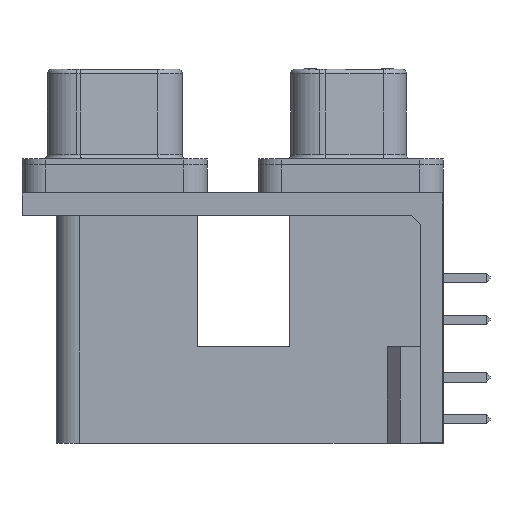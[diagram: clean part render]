
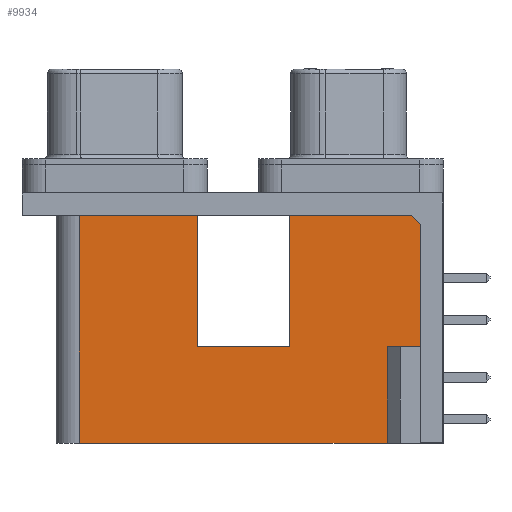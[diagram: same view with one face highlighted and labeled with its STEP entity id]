
A CAD part, left-side view. The second image highlights one B-rep face of the part: STEP entity #9934.
In plain terms, the highlighted planar face has unit normal (-1, 0, 0).
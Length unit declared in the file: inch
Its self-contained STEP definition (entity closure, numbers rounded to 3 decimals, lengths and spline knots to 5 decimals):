
#35=VECTOR ( 'NONE', #62, 39.37008 ) ;
#39=DIRECTION ( 'NONE',  ( 0., 0., -1. ) ) ;
#62=DIRECTION ( 'NONE',  ( 0., 0., -1. ) ) ;
#106=DIRECTION ( 'NONE',  ( 0., -1., 0. ) ) ;
#166=ORIENTED_EDGE ( 'NONE', *, *, #5174, .T. ) ;
#297=DIRECTION ( 'NONE',  ( 0., -1., 0. ) ) ;
#469=VECTOR ( 'NONE', #39, 39.37008 ) ;
#562=DIRECTION ( 'NONE',  ( 0., 0., -1. ) ) ;
#637=CARTESIAN_POINT ( 'NONE',  ( 0.2595, -0.221, -0.09 ) ) ;
#654=DIRECTION ( 'NONE',  ( 1., 0., 0. ) ) ;
#902=VERTEX_POINT ( 'NONE', #1681 ) ;
#905=ORIENTED_EDGE ( 'NONE', *, *, #9642, .T. ) ;
#1118=ORIENTED_EDGE ( 'NONE', *, *, #11586, .T. ) ;
#1133=CARTESIAN_POINT ( 'NONE',  ( 0.2595, 0.404, 0.39016 ) ) ;
#1247=ORIENTED_EDGE ( 'NONE', *, *, #7741, .T. ) ;
#1520=VERTEX_POINT ( 'NONE', #6984 ) ;
#1681=CARTESIAN_POINT ( 'NONE',  ( 0.2595, -0.481, -0.76 ) ) ;
#2740=VECTOR ( 'NONE', #106, 39.37008 ) ;
#2902=LINE ( 'NONE', #8254, #469 ) ;
#3121=LINE ( 'NONE', #3472, #35 ) ;
#3155=EDGE_CURVE ( 'NONE', #11208, #902, #11897, .T. ) ;
#3240=CARTESIAN_POINT ( 'NONE',  ( 0.2595, -0.481, -0.34701 ) ) ;
#3464=PLANE ( 'NONE',  #7354 ) ;
#3472=CARTESIAN_POINT ( 'NONE',  ( 0.2595, -0.221, 0.70833 ) ) ;
#3777=CARTESIAN_POINT ( 'NONE',  ( 0.2595, -0.221, -0.502 ) ) ;
#3807=ORIENTED_EDGE ( 'NONE', *, *, #9833, .F. ) ;
#4216=VERTEX_POINT ( 'NONE', #8510 ) ;
#4357=LINE ( 'NONE', #4824, #9505 ) ;
#4824=CARTESIAN_POINT ( 'NONE',  ( 0.2595, -0.631, -0.502 ) ) ;
#4849=LINE ( 'NONE', #7887, #7292 ) ;
#5174=EDGE_CURVE ( 'NONE', #6922, #902, #11566, .T. ) ;
#5191=ORIENTED_EDGE ( 'NONE', *, *, #3155, .F. ) ;
#5270=VECTOR ( 'NONE', #297, 39.37008 ) ;
#5435=FACE_OUTER_BOUND ( 'NONE', #7349, .T. ) ;
#5596=VERTEX_POINT ( 'NONE', #3777 ) ;
#5631=LINE ( 'NONE', #6984, #5270 ) ;
#5696=EDGE_CURVE ( 'NONE', #4216, #9560, #2902, .T. ) ;
#5928=VERTEX_POINT ( 'NONE', #6488 ) ;
#6248=ORIENTED_EDGE ( 'NONE', *, *, #5696, .F. ) ;
#6387=VERTEX_POINT ( 'NONE', #7887 ) ;
#6488=CARTESIAN_POINT ( 'NONE',  ( 0.2595, 0.3415, -0.09 ) ) ;
#6922=VERTEX_POINT ( 'NONE', #12582 ) ;
#6984=CARTESIAN_POINT ( 'NONE',  ( 0.2595, -0.631, -0.502 ) ) ;
#7115=EDGE_CURVE ( 'NONE', #5928, #6922, #11658, .T. ) ;
#7292=VECTOR ( 'NONE', #8910, 39.37008 ) ;
#7349=EDGE_LOOP ( 'NONE', ( #13155, #7863, #166, #5191, #905, #3807, #8594, #1247, #1118, #6248 ) ) ;
#7354=AXIS2_PLACEMENT_3D ( 'NONE', #1133, #654, #562 ) ;
#7382=CARTESIAN_POINT ( 'NONE',  ( 0.2595, -0.631, 0.70833 ) ) ;
#7561=CARTESIAN_POINT ( 'NONE',  ( 0.2595, 0.025, -0.502 ) ) ;
#7567=DIRECTION ( 'NONE',  ( 0., 1., 0. ) ) ;
#7741=EDGE_CURVE ( 'NONE', #13298, #5596, #3121, .T. ) ;
#7831=EDGE_CURVE ( 'NONE', #5928, #4216, #11906, .T. ) ;
#7863=ORIENTED_EDGE ( 'NONE', *, *, #7115, .T. ) ;
#7887=CARTESIAN_POINT ( 'NONE',  ( 0.2595, -0.631, -0.09 ) ) ;
#8254=CARTESIAN_POINT ( 'NONE',  ( 0.2595, 0.025, -0.76 ) ) ;
#8510=CARTESIAN_POINT ( 'NONE',  ( 0.2595, 0.025, -0.09 ) ) ;
#8594=ORIENTED_EDGE ( 'NONE', *, *, #11829, .F. ) ;
#8910=DIRECTION ( 'NONE',  ( 0., -1., 0. ) ) ;
#9416=LINE ( 'NONE', #7382, #35 ) ;
#9505=VECTOR ( 'NONE', #7567, 39.37008 ) ;
#9560=VERTEX_POINT ( 'NONE', #7561 ) ;
#9569=CARTESIAN_POINT ( 'NONE',  ( 0.2595, 0.404, -0.76 ) ) ;
#9642=EDGE_CURVE ( 'NONE', #11208, #1520, #5631, .T. ) ;
#9833=EDGE_CURVE ( 'NONE', #6387, #1520, #9416, .T. ) ;
#9934=ADVANCED_FACE ( 'NONE', ( #5435 ), #3464, .F. ) ;
#10889=CARTESIAN_POINT ( 'NONE',  ( 0.2595, 0.404, -0.09 ) ) ;
#11208=VERTEX_POINT ( 'NONE', #13247 ) ;
#11566=LINE ( 'NONE', #9569, #2740 ) ;
#11586=EDGE_CURVE ( 'NONE', #5596, #9560, #4357, .T. ) ;
#11658=LINE ( 'NONE', #13128, #469 ) ;
#11829=EDGE_CURVE ( 'NONE', #13298, #6387, #4849, .T. ) ;
#11897=LINE ( 'NONE', #3240, #469 ) ;
#11906=LINE ( 'NONE', #10889, #2740 ) ;
#12582=CARTESIAN_POINT ( 'NONE',  ( 0.2595, 0.3415, -0.76 ) ) ;
#13128=CARTESIAN_POINT ( 'NONE',  ( 0.2595, 0.3415, 0.39016 ) ) ;
#13155=ORIENTED_EDGE ( 'NONE', *, *, #7831, .F. ) ;
#13247=CARTESIAN_POINT ( 'NONE',  ( 0.2595, -0.481, -0.502 ) ) ;
#13298=VERTEX_POINT ( 'NONE', #637 ) ;
